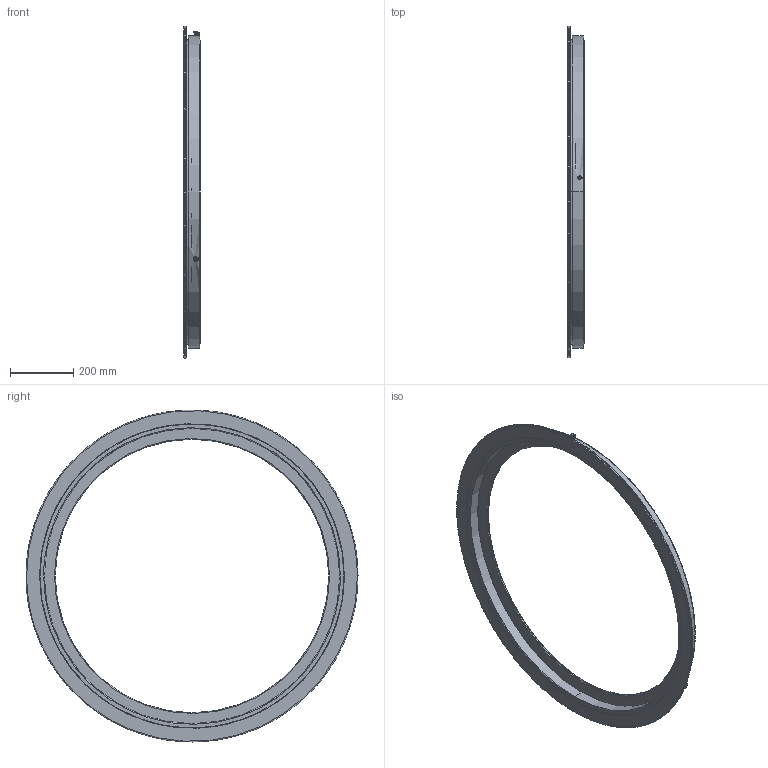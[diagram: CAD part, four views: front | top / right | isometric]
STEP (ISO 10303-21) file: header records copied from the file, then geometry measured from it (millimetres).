
FILE_DESCRIPTION (( 'STEP AP214' ), '1' );
FILE_NAME ('0010105.step', '2024-06-03T08:59:54', ( '' ), ( '' ), 'SwSTEP 2.0', 'SolidWorks 2020', '' );
FILE_SCHEMA (( 'AUTOMOTIVE_DESIGN' ));
Length unit declared in the file: millimetre
Products named in the file (1): 0010105
Bounding box: 52.2 x 1050 x 1050 mm (x, y, z)
Volume: 4569089.8 mm3; surface area: 1185575.7 mm2
Topology: 12 solids, 12 shells, 329 faces, 865 edges, 565 vertices
Faces by surface type: cylinder 100, cone 80, plane 79, bspline 42, torus 28
Entity records: 19979 total; most frequent: CARTESIAN_POINT 8438, ORIENTED_EDGE 1710, DIRECTION 1542, EDGE_CURVE 855, AXIS2_PLACEMENT_3D 669, VERTEX_POINT 565, CIRCLE 381, EDGE_LOOP 374
